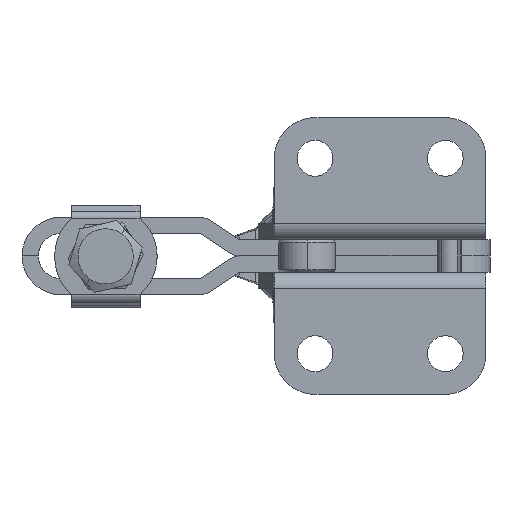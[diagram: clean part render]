
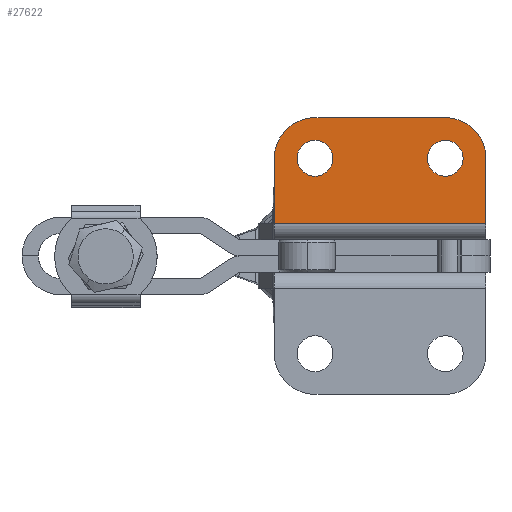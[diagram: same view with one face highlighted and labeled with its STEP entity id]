
A CAD part, front view. The second image highlights one B-rep face of the part: STEP entity #27622.
In plain terms, the highlighted planar face has unit normal (0, -1, 0).
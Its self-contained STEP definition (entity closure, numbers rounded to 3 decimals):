
#4481 = DIRECTION ( 'NONE',  ( 0., 0., -1. ) ) ;
#4482 = VECTOR ( 'NONE', #4481, 1000. ) ;
#4672 = CARTESIAN_POINT ( 'NONE',  ( -2568.154, 707.189, 15. ) ) ;
#5009 = CARTESIAN_POINT ( 'NONE',  ( -2589.159, 707.189, 10. ) ) ;
#5203 = CARTESIAN_POINT ( 'NONE',  ( -2563.154, 707.189, 2. ) ) ;
#5204 = PLANE ( 'NONE',  #5253 ) ;
#5209 = FACE_BOUND ( 'NONE', #30309, .T. ) ;
#5222 = DIRECTION ( 'NONE',  ( 1., 0., 0. ) ) ;
#5223 = VECTOR ( 'NONE', #5222, 1000. ) ;
#5224 = CARTESIAN_POINT ( 'NONE',  ( -2589.159, 707.189, 2. ) ) ;
#5225 = LINE ( 'NONE', #5224, #5223 ) ;
#5226 = CARTESIAN_POINT ( 'NONE',  ( -2563.159, 707.189, 2. ) ) ;
#5230 = LINE ( 'NONE', #5248, #4482 ) ;
#5244 = DIRECTION ( 'NONE',  ( -1., 0., 0. ) ) ;
#5245 = VECTOR ( 'NONE', #5244, 1000. ) ;
#5246 = CARTESIAN_POINT ( 'NONE',  ( -2563.154, 707.189, 2. ) ) ;
#5248 = CARTESIAN_POINT ( 'NONE',  ( -2589.159, 707.189, 2. ) ) ;
#5249 = CARTESIAN_POINT ( 'NONE',  ( -2589.159, 707.189, 2. ) ) ;
#5250 = DIRECTION ( 'NONE',  ( 0., 0., 1. ) ) ;
#5251 = DIRECTION ( 'NONE',  ( 0., 1., 0. ) ) ;
#5252 = CARTESIAN_POINT ( 'NONE',  ( -2589.159, 707.189, 2. ) ) ;
#5253 = AXIS2_PLACEMENT_3D ( 'NONE', #5252, #5251, #5250 ) ;
#5254 = CARTESIAN_POINT ( 'NONE',  ( -2563.154, 707.189, 10. ) ) ;
#5256 = FACE_OUTER_BOUND ( 'NONE', #27635, .T. ) ;
#5261 = FACE_BOUND ( 'NONE', #30360, .T. ) ;
#5262 = LINE ( 'NONE', #5246, #5245 ) ;
#5282 = DIRECTION ( 'NONE',  ( 0., 0., 1. ) ) ;
#5283 = DIRECTION ( 'NONE',  ( 0., 1., 0. ) ) ;
#5284 = CARTESIAN_POINT ( 'NONE',  ( -2568.154, 707.189, 10. ) ) ;
#5285 = AXIS2_PLACEMENT_3D ( 'NONE', #5284, #5283, #5282 ) ;
#5293 = CIRCLE ( 'NONE', #5285, 2.2 ) ;
#5296 = CIRCLE ( 'NONE', #5352, 5. ) ;
#5343 = DIRECTION ( 'NONE',  ( 0., 0., -1. ) ) ;
#5344 = VECTOR ( 'NONE', #5343, 1000. ) ;
#5345 = CARTESIAN_POINT ( 'NONE',  ( -2563.154, 707.189, 2. ) ) ;
#5349 = DIRECTION ( 'NONE',  ( 0., 0., 1. ) ) ;
#5350 = DIRECTION ( 'NONE',  ( 0., 1., 0. ) ) ;
#5351 = CARTESIAN_POINT ( 'NONE',  ( -2568.154, 707.189, 10. ) ) ;
#5352 = AXIS2_PLACEMENT_3D ( 'NONE', #5351, #5350, #5349 ) ;
#5353 = LINE ( 'NONE', #5345, #5344 ) ;
#5835 = DIRECTION ( 'NONE',  ( 1., 0., 0. ) ) ;
#5836 = VECTOR ( 'NONE', #5835, 1000. ) ;
#5837 = CARTESIAN_POINT ( 'NONE',  ( -2568.154, 707.189, 15. ) ) ;
#5852 = LINE ( 'NONE', #5837, #5836 ) ;
#6968 = CARTESIAN_POINT ( 'NONE',  ( -2584.159, 707.189, 15. ) ) ;
#6973 = CARTESIAN_POINT ( 'NONE',  ( -2568.154, 707.189, 12.2 ) ) ;
#9455 = DIRECTION ( 'NONE',  ( 0., 0., 1. ) ) ;
#9456 = DIRECTION ( 'NONE',  ( 0., 1., 0. ) ) ;
#9457 = CARTESIAN_POINT ( 'NONE',  ( -2584.159, 707.189, 10. ) ) ;
#9458 = AXIS2_PLACEMENT_3D ( 'NONE', #9457, #9456, #9455 ) ;
#9459 = CIRCLE ( 'NONE', #9458, 2.2 ) ;
#11979 = CIRCLE ( 'NONE', #11984, 2.2 ) ;
#11984 = AXIS2_PLACEMENT_3D ( 'NONE', #12009, #12008, #12007 ) ;
#11989 = CARTESIAN_POINT ( 'NONE',  ( -2584.159, 707.189, 7.8 ) ) ;
#12007 = DIRECTION ( 'NONE',  ( 0., 0., 1. ) ) ;
#12008 = DIRECTION ( 'NONE',  ( 0., 1., 0. ) ) ;
#12009 = CARTESIAN_POINT ( 'NONE',  ( -2568.154, 707.189, 10. ) ) ;
#12161 = CARTESIAN_POINT ( 'NONE',  ( -2568.154, 707.189, 7.8 ) ) ;
#12303 = CARTESIAN_POINT ( 'NONE',  ( -2584.159, 707.189, 12.2 ) ) ;
#12338 = CIRCLE ( 'NONE', #12344, 2.2 ) ;
#12339 = DIRECTION ( 'NONE',  ( 0., 1., 0. ) ) ;
#12344 = AXIS2_PLACEMENT_3D ( 'NONE', #12381, #12339, #12379 ) ;
#12379 = DIRECTION ( 'NONE',  ( 0., 0., 1. ) ) ;
#12381 = CARTESIAN_POINT ( 'NONE',  ( -2584.159, 707.189, 10. ) ) ;
#19615 = DIRECTION ( 'NONE',  ( 0., 0., 1. ) ) ;
#19616 = DIRECTION ( 'NONE',  ( 0., 1., 0. ) ) ;
#19617 = CARTESIAN_POINT ( 'NONE',  ( -2584.159, 707.189, 10. ) ) ;
#19618 = AXIS2_PLACEMENT_3D ( 'NONE', #19617, #19616, #19615 ) ;
#19619 = CIRCLE ( 'NONE', #19618, 5. ) ;
#21749 = ORIENTED_EDGE ( 'NONE', *, *, #31522, .F. ) ;
#21978 = EDGE_CURVE ( 'NONE', #22180, #27387, #5852, .T. ) ;
#22180 = VERTEX_POINT ( 'NONE', #6968 ) ;
#22182 = VERTEX_POINT ( 'NONE', #6973 ) ;
#27387 = VERTEX_POINT ( 'NONE', #4672 ) ;
#27557 = ORIENTED_EDGE ( 'NONE', *, *, #27681, .F. ) ;
#27562 = ORIENTED_EDGE ( 'NONE', *, *, #21978, .F. ) ;
#27608 = ORIENTED_EDGE ( 'NONE', *, *, #27609, .T. ) ;
#27609 = EDGE_CURVE ( 'NONE', #27632, #27610, #5225, .T. ) ;
#27610 = VERTEX_POINT ( 'NONE', #5226 ) ;
#27621 = VERTEX_POINT ( 'NONE', #5203 ) ;
#27622 = ADVANCED_FACE ( 'NONE', ( #5256, #5209, #5261 ), #5204, .F. ) ;
#27623 = ORIENTED_EDGE ( 'NONE', *, *, #27680, .F. ) ;
#27624 = VERTEX_POINT ( 'NONE', #5254 ) ;
#27625 = ORIENTED_EDGE ( 'NONE', *, *, #27626, .F. ) ;
#27626 = EDGE_CURVE ( 'NONE', #27621, #27610, #5262, .T. ) ;
#27632 = VERTEX_POINT ( 'NONE', #5249 ) ;
#27633 = EDGE_CURVE ( 'NONE', #27634, #27632, #5230, .T. ) ;
#27634 = VERTEX_POINT ( 'NONE', #5009 ) ;
#27635 = EDGE_LOOP ( 'NONE', ( #27639, #27608, #27625, #27557, #27623, #27562, #21749 ) ) ;
#27639 = ORIENTED_EDGE ( 'NONE', *, *, #27633, .T. ) ;
#27640 = EDGE_CURVE ( 'NONE', #22182, #32877, #5293, .T. ) ;
#27680 = EDGE_CURVE ( 'NONE', #27387, #27624, #5296, .T. ) ;
#27681 = EDGE_CURVE ( 'NONE', #27624, #27621, #5353, .T. ) ;
#29868 = EDGE_CURVE ( 'NONE', #32964, #32793, #9459, .T. ) ;
#30309 = EDGE_LOOP ( 'NONE', ( #30380, #31054 ) ) ;
#30360 = EDGE_LOOP ( 'NONE', ( #30405, #30362 ) ) ;
#30362 = ORIENTED_EDGE ( 'NONE', *, *, #27640, .T. ) ;
#30380 = ORIENTED_EDGE ( 'NONE', *, *, #32969, .T. ) ;
#30405 = ORIENTED_EDGE ( 'NONE', *, *, #32786, .T. ) ;
#31054 = ORIENTED_EDGE ( 'NONE', *, *, #29868, .T. ) ;
#31522 = EDGE_CURVE ( 'NONE', #27634, #22180, #19619, .T. ) ;
#32786 = EDGE_CURVE ( 'NONE', #32877, #22182, #11979, .T. ) ;
#32793 = VERTEX_POINT ( 'NONE', #11989 ) ;
#32877 = VERTEX_POINT ( 'NONE', #12161 ) ;
#32964 = VERTEX_POINT ( 'NONE', #12303 ) ;
#32969 = EDGE_CURVE ( 'NONE', #32793, #32964, #12338, .T. ) ;
